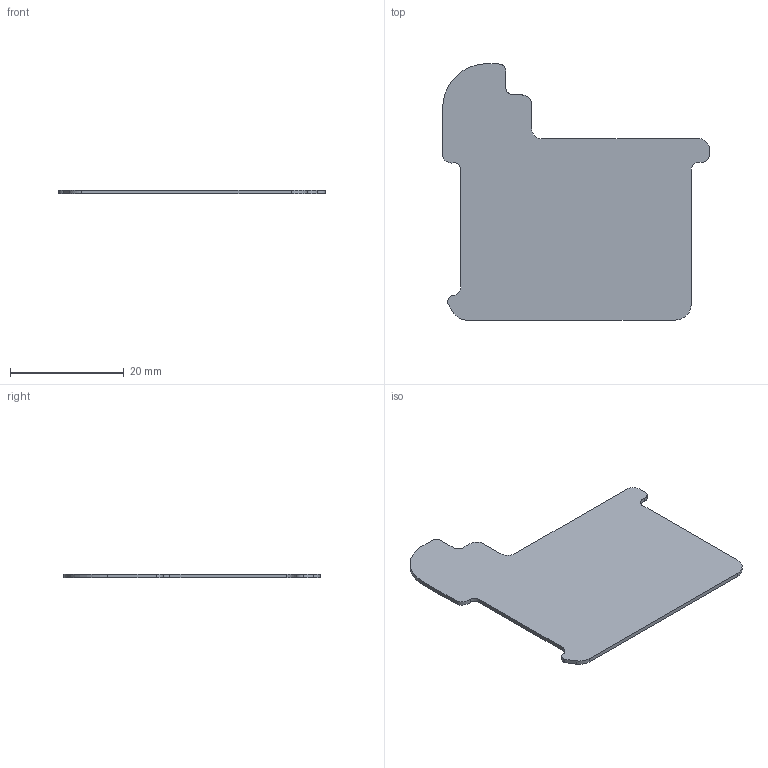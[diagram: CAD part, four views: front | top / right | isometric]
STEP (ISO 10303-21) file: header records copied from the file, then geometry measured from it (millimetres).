
FILE_DESCRIPTION(/* description */ (''),/* implementation_level */ '2;1');
FILE_NAME(/* name */ 'Battery Protector.step',/* time_stamp */ '2023-10-07T19:55:28-04:00',/* author */ (''),/* organization */ (''),/* preprocessor_version */ 'ST-DEVELOPER v20',/* originating_system */ 'Autodesk Translation Framework v12.14.0.127',/* authorisation */ '');
FILE_SCHEMA (('AUTOMOTIVE_DESIGN { 1 0 10303 214 3 1 1 }'));
Length unit declared in the file: millimetre
Products named in the file (1): Battery Protector
Bounding box: 46.86 x 45.02 x 0.7 mm (x, y, z)
Volume: 1042.9 mm3; surface area: 3102.6 mm2
Topology: 1 solids, 1 shells, 26 faces, 72 edges, 48 vertices
Faces by surface type: plane 12, cylinder 11, bspline 3
Entity records: 931 total; most frequent: CARTESIAN_POINT 232, ORIENTED_EDGE 144, DIRECTION 134, EDGE_CURVE 72, VERTEX_POINT 48, AXIS2_PLACEMENT_3D 46, LINE 42, VECTOR 42
